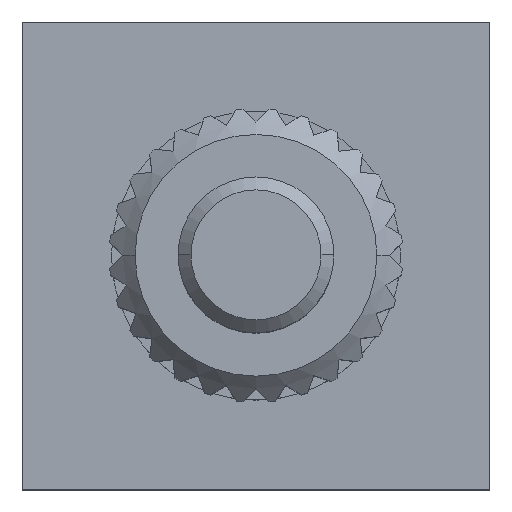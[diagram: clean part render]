
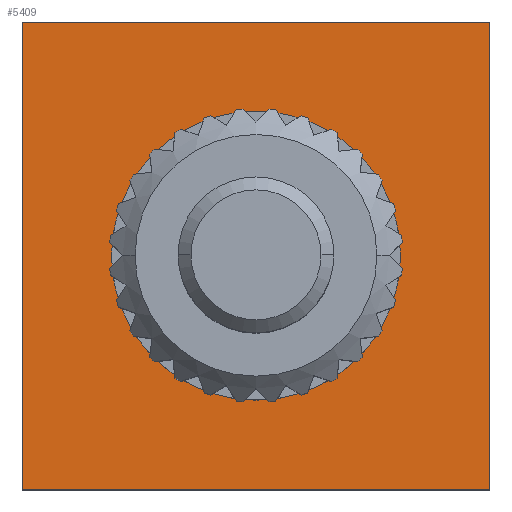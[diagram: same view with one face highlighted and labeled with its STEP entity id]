
A CAD part, top view. The second image highlights one B-rep face of the part: STEP entity #5409.
In plain terms, the highlighted planar face has unit normal (0, 0, 1).
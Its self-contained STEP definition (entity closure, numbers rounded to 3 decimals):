
#148 = VECTOR ( 'NONE', #4045, 1000. ) ;
#162 = DIRECTION ( 'NONE',  ( 0., 1., 0. ) ) ;
#194 = CARTESIAN_POINT ( 'NONE',  ( -2.775, 0., 2. ) ) ;
#399 = ORIENTED_EDGE ( 'NONE', *, *, #1816, .T. ) ;
#657 = CARTESIAN_POINT ( 'NONE',  ( 4.5, 4.5, 2. ) ) ;
#1028 = LINE ( 'NONE', #657, #5577 ) ;
#1066 = VERTEX_POINT ( 'NONE', #2185 ) ;
#1372 = VERTEX_POINT ( 'NONE', #194 ) ;
#1428 = EDGE_LOOP ( 'NONE', ( #5118, #5151 ) ) ;
#1452 = CARTESIAN_POINT ( 'NONE',  ( -4.5, -4.5, 2. ) ) ;
#1704 = ORIENTED_EDGE ( 'NONE', *, *, #2127, .T. ) ;
#1816 = EDGE_CURVE ( 'NONE', #2982, #3137, #4220, .T. ) ;
#1864 = DIRECTION ( 'NONE',  ( 1., 0., 0. ) ) ;
#1874 = CARTESIAN_POINT ( 'NONE',  ( -4.5, 4.5, 2. ) ) ;
#1926 = DIRECTION ( 'NONE',  ( 1., 0., 0. ) ) ;
#2089 = VERTEX_POINT ( 'NONE', #4038 ) ;
#2127 = EDGE_CURVE ( 'NONE', #2089, #4985, #1028, .T. ) ;
#2185 = CARTESIAN_POINT ( 'NONE',  ( 2.775, 0., 2. ) ) ;
#2508 = VECTOR ( 'NONE', #5603, 1000. ) ;
#2629 = DIRECTION ( 'NONE',  ( 1., 0., 0. ) ) ;
#2982 = VERTEX_POINT ( 'NONE', #4408 ) ;
#3108 = CIRCLE ( 'NONE', #4238, 2.775 ) ;
#3123 = LINE ( 'NONE', #1452, #3953 ) ;
#3137 = VERTEX_POINT ( 'NONE', #4468 ) ;
#3499 = DIRECTION ( 'NONE',  ( 0., 0., 1. ) ) ;
#3611 = DIRECTION ( 'NONE',  ( 0., 0., 1. ) ) ;
#3628 = CARTESIAN_POINT ( 'NONE',  ( 0., 0., 2. ) ) ;
#3647 = AXIS2_PLACEMENT_3D ( 'NONE', #4885, #3499, #2629 ) ;
#3668 = FACE_OUTER_BOUND ( 'NONE', #3759, .T. ) ;
#3759 = EDGE_LOOP ( 'NONE', ( #1704, #3897, #399, #4233 ) ) ;
#3760 = AXIS2_PLACEMENT_3D ( 'NONE', #3628, #3611, #4927 ) ;
#3897 = ORIENTED_EDGE ( 'NONE', *, *, #5240, .T. ) ;
#3953 = VECTOR ( 'NONE', #1926, 1000. ) ;
#4038 = CARTESIAN_POINT ( 'NONE',  ( 4.5, -4.5, 2. ) ) ;
#4041 = CARTESIAN_POINT ( 'NONE',  ( 4.5, 4.5, 2. ) ) ;
#4045 = DIRECTION ( 'NONE',  ( 0., -1., 0. ) ) ;
#4220 = LINE ( 'NONE', #1874, #148 ) ;
#4225 = FACE_BOUND ( 'NONE', #1428, .T. ) ;
#4233 = ORIENTED_EDGE ( 'NONE', *, *, #4689, .T. ) ;
#4238 = AXIS2_PLACEMENT_3D ( 'NONE', #4495, #5365, #1864 ) ;
#4306 = CARTESIAN_POINT ( 'NONE',  ( -4.5, 4.5, 2. ) ) ;
#4364 = LINE ( 'NONE', #4306, #2508 ) ;
#4408 = CARTESIAN_POINT ( 'NONE',  ( -4.5, 4.5, 2. ) ) ;
#4468 = CARTESIAN_POINT ( 'NONE',  ( -4.5, -4.5, 2. ) ) ;
#4495 = CARTESIAN_POINT ( 'NONE',  ( 0., 0., 2. ) ) ;
#4516 = PLANE ( 'NONE',  #3760 ) ;
#4565 = CIRCLE ( 'NONE', #3647, 2.775 ) ;
#4689 = EDGE_CURVE ( 'NONE', #3137, #2089, #3123, .T. ) ;
#4885 = CARTESIAN_POINT ( 'NONE',  ( 0., 0., 2. ) ) ;
#4927 = DIRECTION ( 'NONE',  ( 1., 0., 0. ) ) ;
#4985 = VERTEX_POINT ( 'NONE', #4041 ) ;
#5118 = ORIENTED_EDGE ( 'NONE', *, *, #5443, .F. ) ;
#5151 = ORIENTED_EDGE ( 'NONE', *, *, #5288, .F. ) ;
#5240 = EDGE_CURVE ( 'NONE', #4985, #2982, #4364, .T. ) ;
#5288 = EDGE_CURVE ( 'NONE', #1066, #1372, #4565, .T. ) ;
#5365 = DIRECTION ( 'NONE',  ( 0., 0., 1. ) ) ;
#5409 = ADVANCED_FACE ( 'NONE', ( #3668, #4225 ), #4516, .T. ) ;
#5443 = EDGE_CURVE ( 'NONE', #1372, #1066, #3108, .T. ) ;
#5577 = VECTOR ( 'NONE', #162, 1000. ) ;
#5603 = DIRECTION ( 'NONE',  ( -1., 0., 0. ) ) ;
